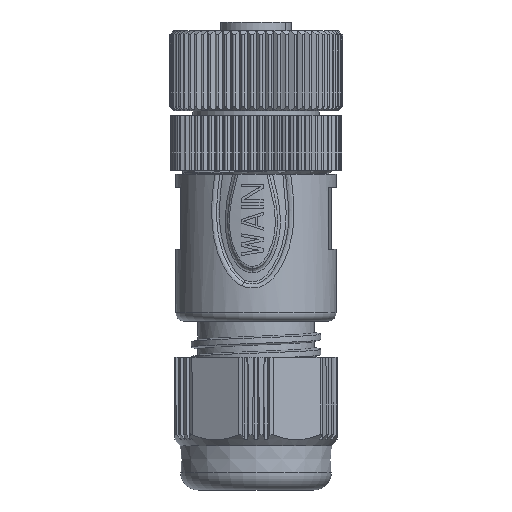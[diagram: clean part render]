
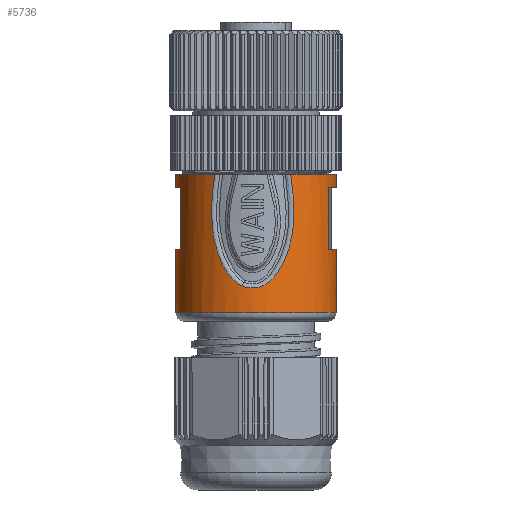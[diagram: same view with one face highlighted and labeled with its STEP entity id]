
A CAD part, front view. The second image highlights one B-rep face of the part: STEP entity #5736.
In plain terms, the highlighted cylindrical face has radius 9.25 mm (diameter 18.5 mm), a partial arc.
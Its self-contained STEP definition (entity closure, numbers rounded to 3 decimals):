
#1714=FACE_OUTER_BOUND('',#7279,.T.);
#2475=B_SPLINE_CURVE_WITH_KNOTS('',3,(#36795,#36796,#36797,#36798,#36799,
#36800,#36801,#36802,#36803,#36804,#36805,#36806,#36807,#36808,#36809,#36810,
#36811,#36812,#36813,#36814,#36815,#36816),.UNSPECIFIED.,.F.,.F.,(4,2,2,
2,2,2,2,2,2,2,4),(0.,0.125,0.187,0.25,0.375,
0.437,0.469,0.5,0.75,
0.875,1.),.UNSPECIFIED.);
#2489=B_SPLINE_CURVE_WITH_KNOTS('',3,(#38413,#38414,#38415,#38416,#38417,
#38418,#38419,#38420,#38421,#38422,#38423,#38424,#38425,#38426,#38427,#38428,
#38429,#38430,#38431,#38432),.UNSPECIFIED.,.F.,.F.,(4,2,2,2,2,2,2,2,2,4),
(0.,0.125,0.188,0.25,0.5,0.625,
0.688,0.719,0.75,1.),.UNSPECIFIED.);
#3607=LINE('',#34877,#4728);
#3611=LINE('',#34898,#4732);
#3612=LINE('',#38583,#4733);
#3613=LINE('',#38584,#4734);
#3614=LINE('',#38585,#4735);
#3615=LINE('',#38586,#4736);
#4728=VECTOR('',#23417,1.);
#4732=VECTOR('',#23441,1.);
#4733=VECTOR('',#23472,1.);
#4734=VECTOR('',#23473,1.);
#4735=VECTOR('',#23474,1.);
#4736=VECTOR('',#23475,1.);
#5736=ADVANCED_FACE('',(#1714),#6064,.T.);
#6064=CYLINDRICAL_SURFACE('',#19050,9.25);
#7279=EDGE_LOOP('',(#12370,#12371,#12372,#12373,#12374,#12375,#12376,#12377,
#12378,#12379,#12380,#12381,#12382,#12383,#12384,#12385));
#12370=ORIENTED_EDGE('',*,*,#16668,.F.);
#12371=ORIENTED_EDGE('',*,*,#16692,.T.);
#12372=ORIENTED_EDGE('',*,*,#16693,.T.);
#12373=ORIENTED_EDGE('',*,*,#16694,.T.);
#12374=ORIENTED_EDGE('',*,*,#16622,.T.);
#12375=ORIENTED_EDGE('',*,*,#16625,.F.);
#12376=ORIENTED_EDGE('',*,*,#16627,.T.);
#12377=ORIENTED_EDGE('',*,*,#16695,.T.);
#12378=ORIENTED_EDGE('',*,*,#16618,.T.);
#12379=ORIENTED_EDGE('',*,*,#16617,.T.);
#12380=ORIENTED_EDGE('',*,*,#16696,.F.);
#12381=ORIENTED_EDGE('',*,*,#16632,.T.);
#12382=ORIENTED_EDGE('',*,*,#16635,.F.);
#12383=ORIENTED_EDGE('',*,*,#16637,.T.);
#12384=ORIENTED_EDGE('',*,*,#16697,.F.);
#12385=ORIENTED_EDGE('',*,*,#16698,.T.);
#14064=VERTEX_POINT('',#34859);
#14065=VERTEX_POINT('',#34861);
#14066=VERTEX_POINT('',#34863);
#14068=VERTEX_POINT('',#34868);
#14069=VERTEX_POINT('',#34870);
#14071=VERTEX_POINT('',#34876);
#14072=VERTEX_POINT('',#34880);
#14075=VERTEX_POINT('',#34889);
#14076=VERTEX_POINT('',#34891);
#14078=VERTEX_POINT('',#34897);
#14079=VERTEX_POINT('',#34901);
#14098=VERTEX_POINT('',#36729);
#14101=VERTEX_POINT('',#36794);
#14116=VERTEX_POINT('',#38412);
#14117=VERTEX_POINT('',#38582);
#14118=VERTEX_POINT('',#38587);
#16617=EDGE_CURVE('',#14065,#14064,#17377,.T.);
#16618=EDGE_CURVE('',#14066,#14065,#17378,.T.);
#16622=EDGE_CURVE('',#14068,#14069,#17381,.T.);
#16625=EDGE_CURVE('',#14071,#14069,#3607,.T.);
#16627=EDGE_CURVE('',#14071,#14072,#17383,.T.);
#16632=EDGE_CURVE('',#14075,#14076,#17387,.T.);
#16635=EDGE_CURVE('',#14078,#14076,#3611,.T.);
#16637=EDGE_CURVE('',#14078,#14079,#17389,.T.);
#16668=EDGE_CURVE('',#14101,#14098,#2475,.T.);
#16692=EDGE_CURVE('',#14101,#14116,#2489,.T.);
#16693=EDGE_CURVE('',#14116,#14117,#17396,.T.);
#16694=EDGE_CURVE('',#14117,#14068,#3612,.T.);
#16695=EDGE_CURVE('',#14072,#14066,#3613,.T.);
#16696=EDGE_CURVE('',#14075,#14064,#3614,.T.);
#16697=EDGE_CURVE('',#14118,#14079,#3615,.T.);
#16698=EDGE_CURVE('',#14118,#14098,#17397,.T.);
#17377=CIRCLE('',#19017,9.25);
#17378=CIRCLE('',#19018,9.25);
#17381=CIRCLE('',#19022,9.25);
#17383=CIRCLE('',#19026,9.25);
#17387=CIRCLE('',#19032,9.25);
#17389=CIRCLE('',#19036,9.25);
#17396=CIRCLE('',#19048,9.25);
#17397=CIRCLE('',#19049,9.25);
#19017=AXIS2_PLACEMENT_3D('',#34860,#23400,#23401);
#19018=AXIS2_PLACEMENT_3D('',#34862,#23402,#23403);
#19022=AXIS2_PLACEMENT_3D('',#34871,#23411,#23412);
#19026=AXIS2_PLACEMENT_3D('',#34881,#23422,#23423);
#19032=AXIS2_PLACEMENT_3D('',#34892,#23435,#23436);
#19036=AXIS2_PLACEMENT_3D('',#34902,#23446,#23447);
#19048=AXIS2_PLACEMENT_3D('',#38581,#23470,#23471);
#19049=AXIS2_PLACEMENT_3D('',#38588,#23476,#23477);
#19050=AXIS2_PLACEMENT_3D('',#38589,#23478,#23479);
#23400=DIRECTION('',(0.,0.,1.));
#23401=DIRECTION('',(-0.999,0.04,0.));
#23402=DIRECTION('',(0.,0.,1.));
#23403=DIRECTION('',(-0.999,0.047,0.));
#23411=DIRECTION('',(0.,0.,1.));
#23412=DIRECTION('',(-0.999,0.047,0.));
#23417=DIRECTION('',(0.,0.,1.));
#23422=DIRECTION('',(0.,0.,-1.));
#23423=DIRECTION('',(-0.936,-0.351,0.));
#23435=DIRECTION('',(0.,0.,-1.));
#23436=DIRECTION('',(0.999,-0.047,0.));
#23441=DIRECTION('',(0.,0.,-1.));
#23446=DIRECTION('',(0.,0.,1.));
#23447=DIRECTION('',(0.9,-0.437,0.));
#23470=DIRECTION('',(0.,0.,-1.));
#23471=DIRECTION('',(-0.514,-0.858,0.));
#23472=DIRECTION('',(0.,0.,-1.));
#23473=DIRECTION('',(0.,0.,-1.));
#23474=DIRECTION('',(0.,0.,-1.));
#23475=DIRECTION('',(0.,0.,-1.));
#23476=DIRECTION('',(0.,0.,-1.));
#23477=DIRECTION('',(0.999,-0.047,0.));
#23478=DIRECTION('',(0.,0.,-1.));
#23479=DIRECTION('',(0.999,-0.047,0.));
#34859=CARTESIAN_POINT('',(9.24,-0.432,20.45));
#34860=CARTESIAN_POINT('',(0.,0.,
20.45));
#34861=CARTESIAN_POINT('',(-9.243,0.368,20.45));
#34862=CARTESIAN_POINT('',(0.,0.,
20.45));
#34863=CARTESIAN_POINT('',(-9.24,0.432,20.45));
#34868=CARTESIAN_POINT('',(-9.24,0.432,34.95));
#34870=CARTESIAN_POINT('',(-8.661,-3.248,34.95));
#34871=CARTESIAN_POINT('',(0.,0.,
34.95));
#34876=CARTESIAN_POINT('',(-8.661,-3.248,27.75));
#34877=CARTESIAN_POINT('',(-8.661,-3.248,27.75));
#34880=CARTESIAN_POINT('',(-9.24,0.432,27.75));
#34881=CARTESIAN_POINT('',(0.,0.,
27.75));
#34889=CARTESIAN_POINT('',(9.24,-0.432,27.75));
#34891=CARTESIAN_POINT('',(8.32,-4.041,27.75));
#34892=CARTESIAN_POINT('',(0.,0.,
27.75));
#34897=CARTESIAN_POINT('',(8.32,-4.041,34.95));
#34898=CARTESIAN_POINT('',(8.32,-4.041,34.95));
#34901=CARTESIAN_POINT('',(9.24,-0.432,34.95));
#34902=CARTESIAN_POINT('',(0.,0.,
34.95));
#36729=CARTESIAN_POINT('',(3.993,-8.344,36.45));
#36794=CARTESIAN_POINT('',(-1.622,-9.107,23.553));
#36795=CARTESIAN_POINT('',(-1.622,-9.107,23.553));
#36796=CARTESIAN_POINT('',(-1.313,-9.162,23.415));
#36797=CARTESIAN_POINT('',(-0.982,-9.203,23.338));
#36798=CARTESIAN_POINT('',(-0.501,-9.238,23.305));
#36799=CARTESIAN_POINT('',(-0.343,-9.245,23.306));
#36800=CARTESIAN_POINT('',(-0.033,-9.251,23.329));
#36801=CARTESIAN_POINT('',(0.075,-9.252,23.341));
#36802=CARTESIAN_POINT('',(0.649,-9.235,23.475));
#36803=CARTESIAN_POINT('',(1.006,-9.201,23.647));
#36804=CARTESIAN_POINT('',(1.473,-9.133,23.976));
#36805=CARTESIAN_POINT('',(1.618,-9.108,24.097));
#36806=CARTESIAN_POINT('',(1.822,-9.069,24.289));
#36807=CARTESIAN_POINT('',(1.888,-9.056,24.355));
#36808=CARTESIAN_POINT('',(2.015,-9.028,24.49));
#36809=CARTESIAN_POINT('',(2.097,-9.009,24.585));
#36810=CARTESIAN_POINT('',(2.439,-8.928,24.989));
#36811=CARTESIAN_POINT('',(3.248,-8.686,26.014));
#36812=CARTESIAN_POINT('',(4.136,-8.28,28.963));
#36813=CARTESIAN_POINT('',(4.341,-8.168,30.187));
#36814=CARTESIAN_POINT('',(4.402,-8.135,33.04));
#36815=CARTESIAN_POINT('',(4.261,-8.216,34.66));
#36816=CARTESIAN_POINT('',(3.993,-8.344,36.45));
#38412=CARTESIAN_POINT('',(-4.75,-7.937,36.45));
#38413=CARTESIAN_POINT('',(-1.622,-9.107,23.553));
#38414=CARTESIAN_POINT('',(-1.847,-9.067,23.653));
#38415=CARTESIAN_POINT('',(-2.064,-9.019,23.784));
#38416=CARTESIAN_POINT('',(-2.378,-8.94,24.028));
#38417=CARTESIAN_POINT('',(-2.481,-8.912,24.117));
#38418=CARTESIAN_POINT('',(-2.683,-8.853,24.311));
#38419=CARTESIAN_POINT('',(-2.754,-8.831,24.384));
#38420=CARTESIAN_POINT('',(-3.374,-8.628,25.103));
#38421=CARTESIAN_POINT('',(-3.785,-8.455,25.776));
#38422=CARTESIAN_POINT('',(-4.456,-8.11,27.437));
#38423=CARTESIAN_POINT('',(-4.626,-8.012,27.974));
#38424=CARTESIAN_POINT('',(-4.832,-7.888,28.87));
#38425=CARTESIAN_POINT('',(-4.89,-7.852,29.179));
#38426=CARTESIAN_POINT('',(-4.962,-7.806,29.656));
#38427=CARTESIAN_POINT('',(-4.984,-7.793,29.818));
#38428=CARTESIAN_POINT('',(-5.022,-7.768,30.146));
#38429=CARTESIAN_POINT('',(-5.035,-7.76,30.27));
#38430=CARTESIAN_POINT('',(-5.192,-7.657,32.166));
#38431=CARTESIAN_POINT('',(-5.097,-7.73,34.156));
#38432=CARTESIAN_POINT('',(-4.75,-7.937,36.45));
#38581=CARTESIAN_POINT('',(0.,0.,
36.45));
#38582=CARTESIAN_POINT('',(-9.24,0.432,36.45));
#38583=CARTESIAN_POINT('',(-9.24,0.432,34.95));
#38584=CARTESIAN_POINT('',(-9.24,0.432,20.45));
#38585=CARTESIAN_POINT('',(9.24,-0.432,20.45));
#38586=CARTESIAN_POINT('',(9.24,-0.432,34.95));
#38587=CARTESIAN_POINT('',(9.24,-0.432,36.45));
#38588=CARTESIAN_POINT('',(0.,0.,
36.45));
#38589=CARTESIAN_POINT('',(0.,0.,
42.55));
